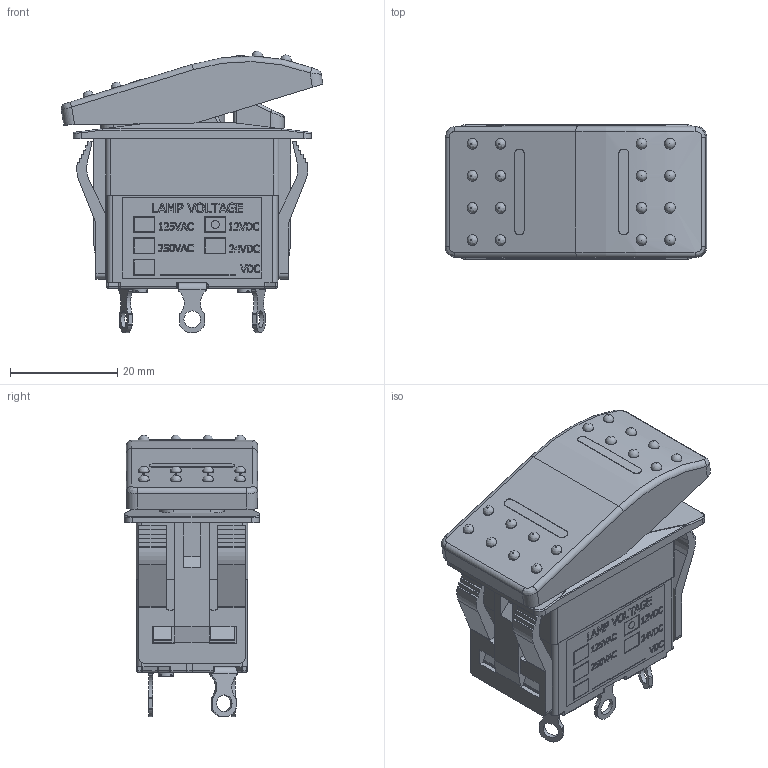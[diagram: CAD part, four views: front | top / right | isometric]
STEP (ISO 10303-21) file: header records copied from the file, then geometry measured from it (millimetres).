
FILE_DESCRIPTION(/* description */ (''),/* implementation_level */ '2;1');
FILE_NAME(/* name */ 'R713SB4-SXXXxx4xxx.stp',/* time_stamp */ '2025-06-02T14:23:43-05:00',/* author */ ('mroman'),/* organization */ (''),/* preprocessor_version */ 'ST-DEVELOPER v18.1',/* originating_system */ 'Autodesk Inventor 2022',/* authorisation */ '');
FILE_SCHEMA (('AUTOMOTIVE_DESIGN { 1 0 10303 214 3 1 1 }'));
Products named in the file (1): R713SB4-SXXXxx4xxx
Bounding box: 48.87 x 25.15 x 52.64 mm (x, y, z)
Volume: 14979.3 mm3; surface area: 17401 mm2
Topology: 2 solids, 2 shells, 1615 faces, 4426 edges, 2868 vertices
Faces by surface type: plane 850, cylinder 382, bspline 321, sphere 39, torus 20, cone 3
Full cylindrical faces by diameter (mm): 1 x2, 1.5 x1, 1.9 x1, 2 x16, 2.8 x4, 3.1 x4, 5 x4, 6.4 x1, 7 x4
Entity records: 54652 total; most frequent: CARTESIAN_POINT 15237, ORIENTED_EDGE 8786, DIRECTION 7197, EDGE_CURVE 4393, VERTEX_POINT 2870, LINE 2771, VECTOR 2771, AXIS2_PLACEMENT_3D 2213
